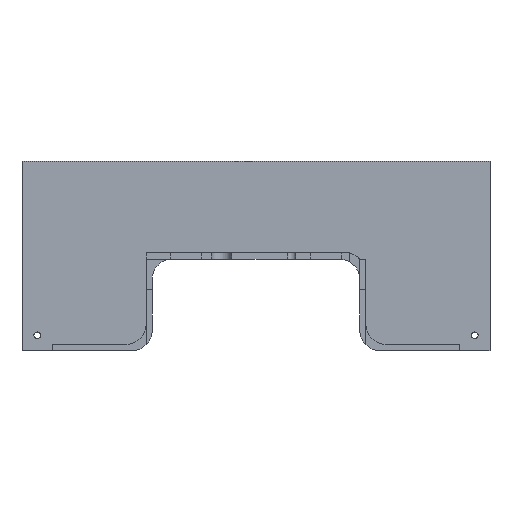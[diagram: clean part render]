
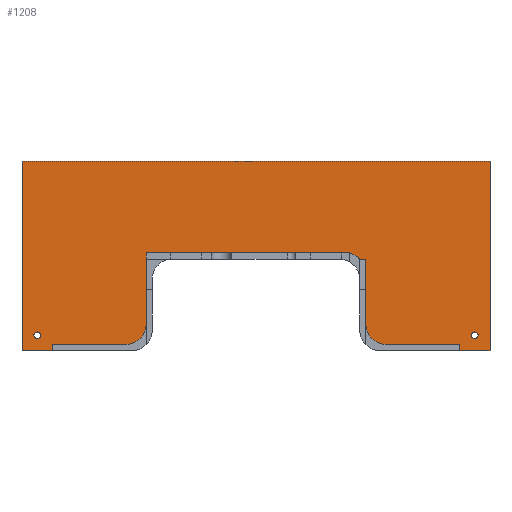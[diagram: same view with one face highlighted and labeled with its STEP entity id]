
A CAD part, front view. The second image highlights one B-rep face of the part: STEP entity #1208.
In plain terms, the highlighted planar face has unit normal (0, -1, 0).
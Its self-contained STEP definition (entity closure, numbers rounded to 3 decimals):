
#19=FACE_BOUND('',#212,.T.);
#20=FACE_BOUND('',#213,.T.);
#56=PLANE('',#1312);
#84=CIRCLE('',#1259,10.);
#91=CIRCLE('',#1271,10.);
#102=CIRCLE('',#1291,10.);
#110=CIRCLE('',#1305,10.);
#112=CIRCLE('',#1313,1.65);
#113=CIRCLE('',#1314,1.65);
#146=FACE_OUTER_BOUND('',#211,.T.);
#211=EDGE_LOOP('',(#1016,#1017,#1018,#1019,#1020,#1021,#1022,#1023,#1024,
#1025,#1026,#1027,#1028,#1029,#1030,#1031));
#212=EDGE_LOOP('',(#1032));
#213=EDGE_LOOP('',(#1033));
#287=LINE('',#1868,#426);
#302=LINE('',#1896,#441);
#304=LINE('',#1900,#443);
#333=LINE('',#1980,#472);
#339=LINE('',#2007,#478);
#347=LINE('',#2022,#486);
#348=LINE('',#2025,#487);
#349=LINE('',#2027,#488);
#350=LINE('',#2029,#489);
#351=LINE('',#2031,#490);
#352=LINE('',#2033,#491);
#353=LINE('',#2034,#492);
#426=VECTOR('',#1428,10.);
#441=VECTOR('',#1445,10.);
#443=VECTOR('',#1451,10.);
#472=VECTOR('',#1516,10.);
#478=VECTOR('',#1550,10.);
#486=VECTOR('',#1566,10.);
#487=VECTOR('',#1569,10.);
#488=VECTOR('',#1570,10.);
#489=VECTOR('',#1571,10.);
#490=VECTOR('',#1572,10.);
#491=VECTOR('',#1573,10.);
#492=VECTOR('',#1574,10.);
#537=VERTEX_POINT('',#1776);
#538=VERTEX_POINT('',#1778);
#574=VERTEX_POINT('',#1859);
#575=VERTEX_POINT('',#1861);
#577=VERTEX_POINT('',#1867);
#589=VERTEX_POINT('',#1894);
#619=VERTEX_POINT('',#1970);
#622=VERTEX_POINT('',#1978);
#627=VERTEX_POINT('',#2000);
#629=VERTEX_POINT('',#2006);
#632=VERTEX_POINT('',#2020);
#633=VERTEX_POINT('',#2024);
#634=VERTEX_POINT('',#2026);
#635=VERTEX_POINT('',#2028);
#636=VERTEX_POINT('',#2030);
#637=VERTEX_POINT('',#2032);
#638=VERTEX_POINT('',#2035);
#639=VERTEX_POINT('',#2037);
#657=EDGE_CURVE('',#537,#538,#84,.F.);
#698=EDGE_CURVE('',#574,#575,#91,.F.);
#701=EDGE_CURVE('',#577,#575,#287,.T.);
#716=EDGE_CURVE('',#537,#589,#302,.T.);
#718=EDGE_CURVE('',#574,#538,#304,.T.);
#754=EDGE_CURVE('',#589,#619,#102,.T.);
#759=EDGE_CURVE('',#619,#622,#333,.T.);
#770=EDGE_CURVE('',#627,#577,#110,.T.);
#773=EDGE_CURVE('',#629,#627,#339,.T.);
#781=EDGE_CURVE('',#622,#632,#347,.T.);
#782=EDGE_CURVE('',#633,#632,#348,.T.);
#783=EDGE_CURVE('',#634,#633,#349,.T.);
#784=EDGE_CURVE('',#634,#635,#350,.T.);
#785=EDGE_CURVE('',#636,#635,#351,.T.);
#786=EDGE_CURVE('',#637,#636,#352,.T.);
#787=EDGE_CURVE('',#637,#629,#353,.T.);
#788=EDGE_CURVE('',#638,#638,#112,.T.);
#789=EDGE_CURVE('',#639,#639,#113,.T.);
#1016=ORIENTED_EDGE('',*,*,#754,.T.);
#1017=ORIENTED_EDGE('',*,*,#759,.T.);
#1018=ORIENTED_EDGE('',*,*,#781,.T.);
#1019=ORIENTED_EDGE('',*,*,#782,.F.);
#1020=ORIENTED_EDGE('',*,*,#783,.F.);
#1021=ORIENTED_EDGE('',*,*,#784,.T.);
#1022=ORIENTED_EDGE('',*,*,#785,.F.);
#1023=ORIENTED_EDGE('',*,*,#786,.F.);
#1024=ORIENTED_EDGE('',*,*,#787,.T.);
#1025=ORIENTED_EDGE('',*,*,#773,.T.);
#1026=ORIENTED_EDGE('',*,*,#770,.T.);
#1027=ORIENTED_EDGE('',*,*,#701,.T.);
#1028=ORIENTED_EDGE('',*,*,#698,.F.);
#1029=ORIENTED_EDGE('',*,*,#718,.T.);
#1030=ORIENTED_EDGE('',*,*,#657,.F.);
#1031=ORIENTED_EDGE('',*,*,#716,.T.);
#1032=ORIENTED_EDGE('',*,*,#788,.T.);
#1033=ORIENTED_EDGE('',*,*,#789,.T.);
#1208=ADVANCED_FACE('',(#146,#19,#20),#56,.F.);
#1259=AXIS2_PLACEMENT_3D('',#1779,#1364,#1365);
#1271=AXIS2_PLACEMENT_3D('',#1862,#1422,#1423);
#1291=AXIS2_PLACEMENT_3D('',#1971,#1507,#1508);
#1305=AXIS2_PLACEMENT_3D('',#2001,#1543,#1544);
#1312=AXIS2_PLACEMENT_3D('',#2023,#1567,#1568);
#1313=AXIS2_PLACEMENT_3D('',#2036,#1575,#1576);
#1314=AXIS2_PLACEMENT_3D('',#2038,#1577,#1578);
#1364=DIRECTION('center_axis',(0.,1.,0.));
#1365=DIRECTION('ref_axis',(0.707,0.,0.707));
#1422=DIRECTION('center_axis',(0.,1.,0.));
#1423=DIRECTION('ref_axis',(-0.707,0.,0.707));
#1428=DIRECTION('',(0.,0.,1.));
#1445=DIRECTION('',(0.,0.,-1.));
#1451=DIRECTION('',(1.,0.,0.));
#1507=DIRECTION('center_axis',(0.,-1.,0.));
#1508=DIRECTION('ref_axis',(-0.707,0.,-0.707));
#1516=DIRECTION('',(1.,0.,0.));
#1543=DIRECTION('center_axis',(0.,-1.,0.));
#1544=DIRECTION('ref_axis',(0.707,0.,-0.707));
#1550=DIRECTION('',(1.,0.,0.));
#1566=DIRECTION('',(0.,0.,-1.));
#1567=DIRECTION('center_axis',(0.,1.,0.));
#1568=DIRECTION('ref_axis',(1.,0.,0.));
#1569=DIRECTION('',(-1.,0.,0.));
#1570=DIRECTION('',(0.,0.,-1.));
#1571=DIRECTION('',(-1.,0.,0.));
#1572=DIRECTION('',(0.,0.,1.));
#1573=DIRECTION('',(-1.,0.,0.));
#1574=DIRECTION('',(0.,0.,1.));
#1575=DIRECTION('center_axis',(0.,1.,0.));
#1576=DIRECTION('ref_axis',(1.,0.,0.));
#1577=DIRECTION('center_axis',(0.,1.,0.));
#1578=DIRECTION('ref_axis',(1.,0.,0.));
#1776=CARTESIAN_POINT('',(169.,0.,-57.));
#1778=CARTESIAN_POINT('',(159.,0.,-47.));
#1779=CARTESIAN_POINT('Origin',(159.,0.,-57.));
#1859=CARTESIAN_POINT('',(71.,0.,-47.));
#1861=CARTESIAN_POINT('',(61.,0.,-57.));
#1862=CARTESIAN_POINT('Origin',(71.,0.,-57.));
#1867=CARTESIAN_POINT('',(61.,0.,-82.));
#1868=CARTESIAN_POINT('',(61.,0.,-44.75));
#1894=CARTESIAN_POINT('',(169.,0.,-82.));
#1896=CARTESIAN_POINT('',(169.,0.,-62.25));
#1900=CARTESIAN_POINT('',(142.,0.,-47.));
#1970=CARTESIAN_POINT('',(179.,0.,-92.));
#1971=CARTESIAN_POINT('Origin',(179.,0.,-82.));
#1978=CARTESIAN_POINT('',(214.9,0.,-92.));
#1980=CARTESIAN_POINT('',(165.,0.,-92.));
#2000=CARTESIAN_POINT('',(51.,0.,-92.));
#2001=CARTESIAN_POINT('Origin',(51.,0.,-82.));
#2006=CARTESIAN_POINT('',(15.1,0.,-92.));
#2007=CARTESIAN_POINT('',(88.,0.,-92.));
#2020=CARTESIAN_POINT('',(214.9,0.,-95.));
#2022=CARTESIAN_POINT('',(214.9,0.,-63.75));
#2023=CARTESIAN_POINT('Origin',(115.,0.,-42.5));
#2024=CARTESIAN_POINT('',(230.,0.,-95.));
#2025=CARTESIAN_POINT('',(222.55,0.,-95.));
#2026=CARTESIAN_POINT('',(230.,0.,-2.));
#2027=CARTESIAN_POINT('',(230.,0.,-85.));
#2028=CARTESIAN_POINT('',(0.,0.,-2.));
#2029=CARTESIAN_POINT('',(57.5,0.,-2.));
#2030=CARTESIAN_POINT('',(0.,0.,-95.));
#2031=CARTESIAN_POINT('',(0.,0.,-85.));
#2032=CARTESIAN_POINT('',(15.1,0.,-95.));
#2033=CARTESIAN_POINT('',(122.5,0.,-95.));
#2034=CARTESIAN_POINT('',(15.1,0.,-85.));
#2035=CARTESIAN_POINT('',(5.85,0.,-87.5));
#2036=CARTESIAN_POINT('Origin',(7.5,0.,-87.5));
#2037=CARTESIAN_POINT('',(220.85,0.,-87.5));
#2038=CARTESIAN_POINT('Origin',(222.5,0.,-87.5));
